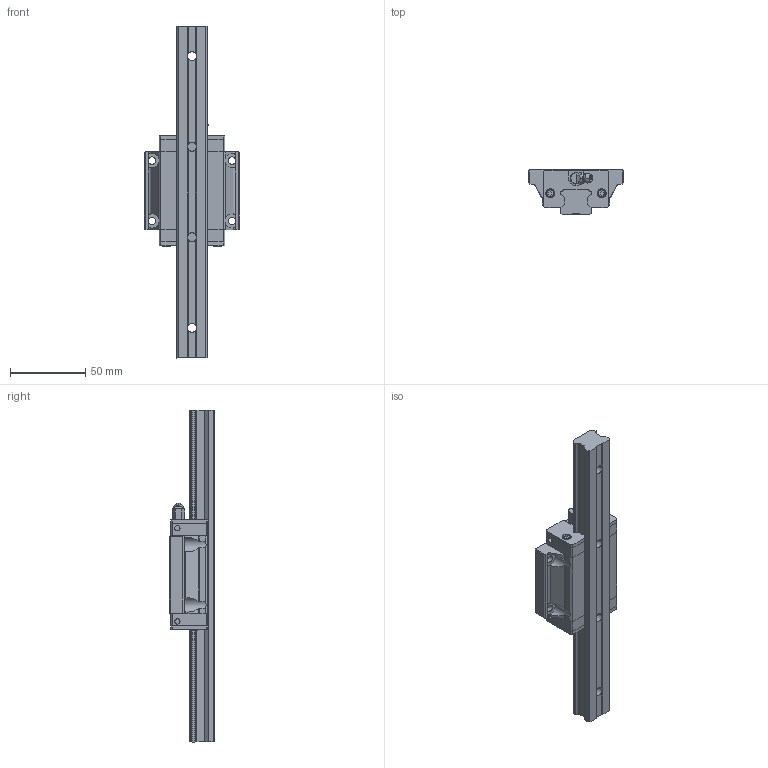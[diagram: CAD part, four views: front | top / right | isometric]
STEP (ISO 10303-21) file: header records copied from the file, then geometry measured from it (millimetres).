
FILE_DESCRIPTION (( 'STEP AP203' ), '1' );
FILE_NAME ('SBI 20 FLS.STEP', '2016-04-04T07:07:47', ( 'user' ), ( 'Microsoft' ), 'SwSTEP 2.0', 'SolidWorks 2013', '' );
FILE_SCHEMA (( 'CONFIG_CONTROL_DESIGN' ));
Length unit declared in the file: millimetre
Products named in the file (6): SBI 20 FLS; DEFAULT_1; DEFAULT_2; DEFAULT_3; DEFAULT_4; A2N
Assembly tree (7 placements, depth 2):
  SBI 20 FLS
    DEFAULT_1
    DEFAULT_2
    DEFAULT_3  x2
    DEFAULT_4  x2
    A2N
Bounding box: 63 x 30 x 220 mm (x, y, z)
Volume: 136361.6 mm3; surface area: 43254.9 mm2
Topology: 7 solids, 7 shells, 556 faces, 1487 edges, 966 vertices
Faces by surface type: plane 328, cylinder 142, bspline 61, cone 17, torus 8
Entity records: 17721 total; most frequent: CARTESIAN_POINT 6414, ORIENTED_EDGE 2358, DIRECTION 1960, EDGE_CURVE 1179, VERTEX_POINT 770, VECTOR 764, LINE 764, AXIS2_PLACEMENT_3D 598
